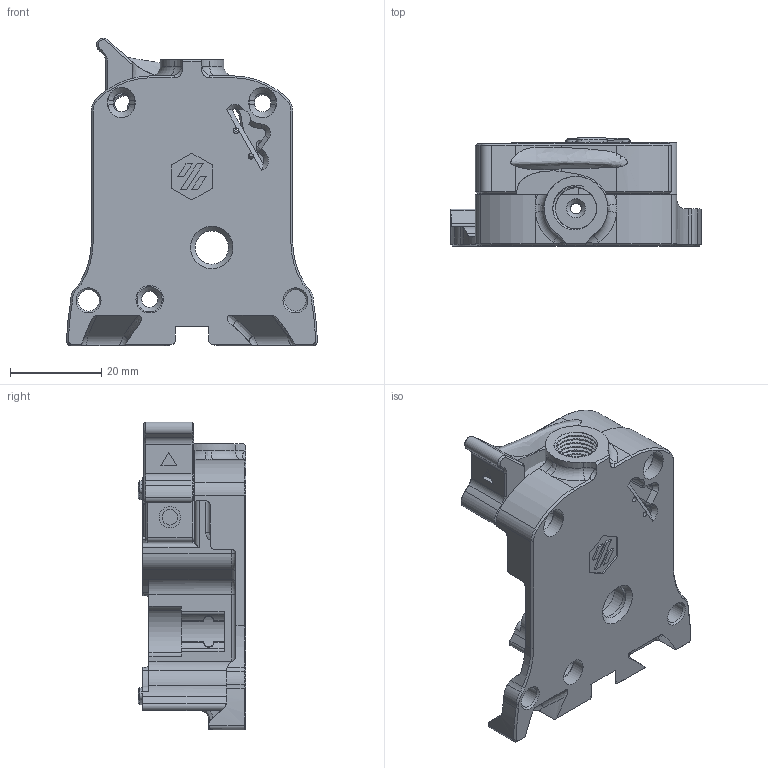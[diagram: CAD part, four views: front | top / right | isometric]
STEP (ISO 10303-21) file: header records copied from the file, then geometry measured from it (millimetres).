
FILE_DESCRIPTION(/* description */ (''),/* implementation_level */ '2;1');
FILE_NAME(/* name */ 'JustAboveGears.step',/* time_stamp */ '2021-02-07T15:26:22+01:00',/* author */ (''),/* organization */ (''),/* preprocessor_version */ 'ST-DEVELOPER v18.1',/* originating_system */ 'Autodesk Translation Framework v9.7.1.1290',/* authorisation */ '');
FILE_SCHEMA (('AUTOMOTIVE_DESIGN { 1 0 10303 214 3 1 1 }'));
Length unit declared in the file: millimetre
Products named in the file (7): (Unsaved); VORON Clockwork; GuidlerMod; latch shuttle (1); LatchMod; Main BodyMod; InternalCover
Assembly tree (6 placements, depth 4):
  (Unsaved)
    VORON Clockwork
      GuidlerMod
        latch shuttle (1)
      LatchMod
      Main BodyMod
      InternalCover
Bounding box: 55.02 x 23.7 x 67.6 mm (x, y, z)
Volume: 31801 mm3; surface area: 17205.6 mm2
Topology: 4 solids, 4 shells, 615 faces, 1598 edges, 993 vertices
Faces by surface type: cylinder 219, plane 203, cone 139, bspline 27, torus 21, sphere 6
Full cylindrical faces by diameter (mm): 1.2 x2, 1.5 x2, 2.4 x2, 3 x1, 3.4 x1, 3.5 x1, 4 x1, 4.2 x1, 4.4 x1, 4.7 x4, 4.8 x1, 6 x1, 7.3 x1, 8.2 x1, 9.036 x6, 10.147 x7
Entity records: 26878 total; most frequent: CARTESIAN_POINT 11579, DIRECTION 3233, ORIENTED_EDGE 3182, EDGE_CURVE 1591, AXIS2_PLACEMENT_3D 1226, VERTEX_POINT 993, LINE 781, VECTOR 781
